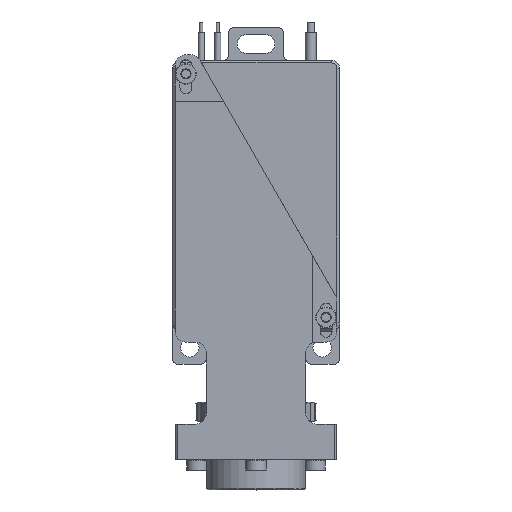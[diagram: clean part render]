
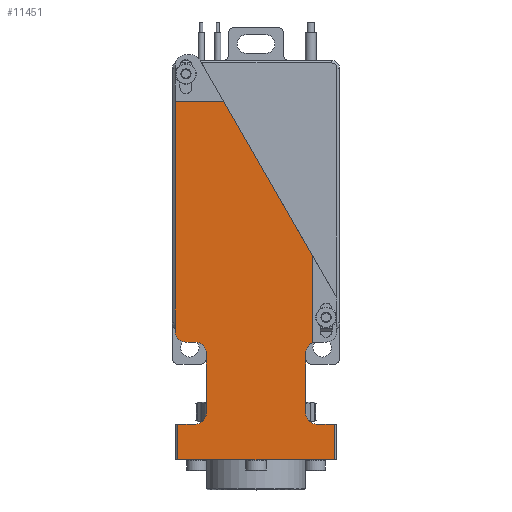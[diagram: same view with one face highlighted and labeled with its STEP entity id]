
A CAD part, top view. The second image highlights one B-rep face of the part: STEP entity #11451.
In plain terms, the highlighted face is planar.
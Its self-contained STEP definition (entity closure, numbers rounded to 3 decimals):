
#508=PLANE('',#12544);
#1174=FACE_OUTER_BOUND('',#1901,.T.);
#1901=EDGE_LOOP('',(#10401,#10402,#10403,#10404,#10405,#10406,#10407,#10408,
#10409,#10410,#10411,#10412,#10413,#10414,#10415,#10416,#10417));
#2321=CIRCLE('',#12474,2.);
#2323=CIRCLE('',#12478,2.);
#2326=CIRCLE('',#12482,2.);
#2328=CIRCLE('',#12486,2.);
#2346=CIRCLE('',#12529,2.);
#3070=LINE('',#31239,#3789);
#3448=LINE('',#37793,#4167);
#3452=LINE('',#37801,#4171);
#3462=LINE('',#37828,#4181);
#3469=LINE('',#37853,#4188);
#3470=LINE('',#37859,#4189);
#3487=LINE('',#37905,#4206);
#3500=LINE('',#37936,#4219);
#3518=LINE('',#37980,#4237);
#3524=LINE('',#37989,#4243);
#3535=LINE('',#38021,#4254);
#3537=LINE('',#38024,#4256);
#3789=VECTOR('',#13476,10.);
#4167=VECTOR('',#15156,10.);
#4171=VECTOR('',#15160,10.);
#4181=VECTOR('',#15182,10.);
#4188=VECTOR('',#15205,10.);
#4189=VECTOR('',#15214,10.);
#4206=VECTOR('',#15261,10.);
#4219=VECTOR('',#15286,10.);
#4237=VECTOR('',#15334,10.);
#4243=VECTOR('',#15344,10.);
#4254=VECTOR('',#15391,10.);
#4256=VECTOR('',#15395,10.);
#4771=VERTEX_POINT('',#31236);
#4772=VERTEX_POINT('',#31238);
#5298=VERTEX_POINT('',#37790);
#5299=VERTEX_POINT('',#37792);
#5302=VERTEX_POINT('',#37798);
#5303=VERTEX_POINT('',#37800);
#5312=VERTEX_POINT('',#37820);
#5314=VERTEX_POINT('',#37826);
#5317=VERTEX_POINT('',#37833);
#5321=VERTEX_POINT('',#37843);
#5322=VERTEX_POINT('',#37845);
#5324=VERTEX_POINT('',#37851);
#5325=VERTEX_POINT('',#37858);
#5338=VERTEX_POINT('',#37903);
#5339=VERTEX_POINT('',#37904);
#5351=VERTEX_POINT('',#37934);
#5363=VERTEX_POINT('',#37987);
#6107=EDGE_CURVE('',#4771,#4772,#3070,.T.);
#6943=EDGE_CURVE('',#5298,#5299,#3448,.T.);
#6947=EDGE_CURVE('',#5302,#5303,#3452,.T.);
#6958=EDGE_CURVE('',#5312,#5302,#2321,.T.);
#6961=EDGE_CURVE('',#5312,#5314,#3462,.T.);
#6964=EDGE_CURVE('',#5314,#5317,#2323,.F.);
#6969=EDGE_CURVE('',#5321,#5322,#2326,.T.);
#6973=EDGE_CURVE('',#5321,#5324,#3469,.T.);
#6975=EDGE_CURVE('',#5299,#5324,#2328,.T.);
#6976=EDGE_CURVE('',#5325,#5322,#3470,.T.);
#7000=EDGE_CURVE('',#5338,#5339,#3487,.T.);
#7017=EDGE_CURVE('',#5317,#5351,#3500,.T.);
#7041=EDGE_CURVE('',#5351,#5338,#3518,.T.);
#7047=EDGE_CURVE('',#5339,#5363,#3524,.T.);
#7049=EDGE_CURVE('',#5325,#5363,#2346,.T.);
#7063=EDGE_CURVE('',#4772,#5298,#3535,.T.);
#7065=EDGE_CURVE('',#5303,#4771,#3537,.T.);
#10401=ORIENTED_EDGE('',*,*,#7063,.F.);
#10402=ORIENTED_EDGE('',*,*,#6107,.F.);
#10403=ORIENTED_EDGE('',*,*,#7065,.F.);
#10404=ORIENTED_EDGE('',*,*,#6947,.F.);
#10405=ORIENTED_EDGE('',*,*,#6958,.F.);
#10406=ORIENTED_EDGE('',*,*,#6961,.T.);
#10407=ORIENTED_EDGE('',*,*,#6964,.T.);
#10408=ORIENTED_EDGE('',*,*,#7017,.T.);
#10409=ORIENTED_EDGE('',*,*,#7041,.T.);
#10410=ORIENTED_EDGE('',*,*,#7000,.T.);
#10411=ORIENTED_EDGE('',*,*,#7047,.T.);
#10412=ORIENTED_EDGE('',*,*,#7049,.F.);
#10413=ORIENTED_EDGE('',*,*,#6976,.T.);
#10414=ORIENTED_EDGE('',*,*,#6969,.F.);
#10415=ORIENTED_EDGE('',*,*,#6973,.T.);
#10416=ORIENTED_EDGE('',*,*,#6975,.F.);
#10417=ORIENTED_EDGE('',*,*,#6943,.F.);
#11451=ADVANCED_FACE('',(#1174),#508,.T.);
#12474=AXIS2_PLACEMENT_3D('',#37822,#15176,#15177);
#12478=AXIS2_PLACEMENT_3D('',#37835,#15188,#15189);
#12482=AXIS2_PLACEMENT_3D('',#37846,#15198,#15199);
#12486=AXIS2_PLACEMENT_3D('',#37856,#15210,#15211);
#12529=AXIS2_PLACEMENT_3D('',#37994,#15352,#15353);
#12544=AXIS2_PLACEMENT_3D('',#38023,#15393,#15394);
#13476=DIRECTION('',(1.,0.,0.));
#15156=DIRECTION('',(-1.,0.,0.));
#15160=DIRECTION('',(-1.,0.,0.));
#15176=DIRECTION('center_axis',(0.,0.,
-1.));
#15177=DIRECTION('ref_axis',(0.707,-0.707,0.));
#15182=DIRECTION('',(0.,1.,0.));
#15188=DIRECTION('center_axis',(0.,0.,
-1.));
#15189=DIRECTION('ref_axis',(0.707,0.707,0.));
#15198=DIRECTION('center_axis',(0.,0.,
-1.));
#15199=DIRECTION('ref_axis',(-0.707,0.707,0.));
#15205=DIRECTION('',(0.,-1.,0.));
#15210=DIRECTION('center_axis',(0.,0.,
-1.));
#15211=DIRECTION('ref_axis',(-0.707,-0.707,0.));
#15214=DIRECTION('',(-1.,0.,0.));
#15261=DIRECTION('',(1.,0.,0.));
#15286=DIRECTION('',(0.,1.,0.));
#15334=DIRECTION('',(0.499,0.867,0.));
#15344=DIRECTION('',(0.,-1.,0.));
#15352=DIRECTION('center_axis',(0.,0.,
1.));
#15353=DIRECTION('ref_axis',(0.707,-0.707,0.));
#15391=DIRECTION('',(0.,1.,0.));
#15393=DIRECTION('center_axis',(0.,0.,
-1.));
#15394=DIRECTION('ref_axis',(1.,0.,0.));
#15395=DIRECTION('',(0.,-1.,0.));
#31236=CARTESIAN_POINT('',(-14.3,-48.25,-4.));
#31238=CARTESIAN_POINT('',(14.3,-48.25,-4.));
#31239=CARTESIAN_POINT('',(-7.4,-48.25,-4.));
#37790=CARTESIAN_POINT('',(14.3,-41.75,-4.));
#37792=CARTESIAN_POINT('',(11.1,-41.75,-4.));
#37793=CARTESIAN_POINT('',(0.,-41.75,-4.));
#37798=CARTESIAN_POINT('',(-11.1,-41.75,-4.));
#37800=CARTESIAN_POINT('',(-14.3,-41.75,-4.));
#37801=CARTESIAN_POINT('',(0.,-41.75,-4.));
#37820=CARTESIAN_POINT('',(-9.1,-39.75,-4.));
#37822=CARTESIAN_POINT('Origin',(-11.1,-39.75,-4.));
#37826=CARTESIAN_POINT('',(-9.1,-28.75,-4.));
#37828=CARTESIAN_POINT('',(-9.1,-45.75,-4.));
#37833=CARTESIAN_POINT('',(-10.3,-26.917,-4.));
#37835=CARTESIAN_POINT('Origin',(-11.1,-28.75,-4.));
#37843=CARTESIAN_POINT('',(9.1,-28.75,-4.));
#37845=CARTESIAN_POINT('',(11.1,-26.75,-4.));
#37846=CARTESIAN_POINT('Origin',(11.1,-28.75,-4.));
#37851=CARTESIAN_POINT('',(9.1,-39.75,-4.));
#37853=CARTESIAN_POINT('',(9.1,-26.75,-4.));
#37856=CARTESIAN_POINT('Origin',(11.1,-39.75,-4.));
#37858=CARTESIAN_POINT('',(12.8,-26.75,-4.));
#37859=CARTESIAN_POINT('',(14.8,-26.75,-4.));
#37903=CARTESIAN_POINT('',(5.91,17.25,-4.));
#37904=CARTESIAN_POINT('',(14.8,17.25,-4.));
#37905=CARTESIAN_POINT('',(3.065,17.25,-4.));
#37934=CARTESIAN_POINT('',(-10.3,-10.928,-4.));
#37936=CARTESIAN_POINT('',(-10.3,-18.375,-4.));
#37980=CARTESIAN_POINT('',(10.8,25.75,-4.));
#37987=CARTESIAN_POINT('',(14.8,-24.75,-4.));
#37989=CARTESIAN_POINT('',(14.8,21.75,-4.));
#37994=CARTESIAN_POINT('Origin',(12.8,-24.75,-4.));
#38021=CARTESIAN_POINT('',(14.3,-45.75,-4.));
#38023=CARTESIAN_POINT('Origin',(-14.8,-45.75,-4.));
#38024=CARTESIAN_POINT('',(-14.3,-27.875,-4.));
